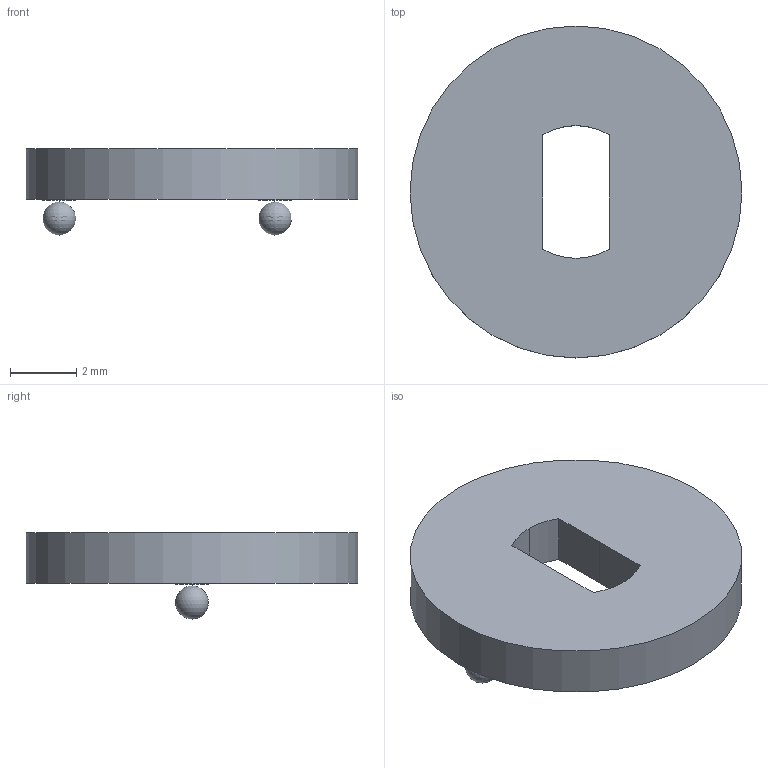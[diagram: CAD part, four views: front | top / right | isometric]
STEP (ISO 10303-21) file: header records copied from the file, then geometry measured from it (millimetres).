
FILE_DESCRIPTION(('KiCad electronic assembly'),'2;1');
FILE_NAME('Resonator - R2.step','2025-06-04T08:32:38',('Pcbnew'),( 'Kicad'),'Open CASCADE STEP processor 7.8','KiCad to STEP converter' ,'Unknown');
FILE_SCHEMA(('AUTOMOTIVE_DESIGN { 1 0 10303 214 1 1 1 1 }'));
Length unit declared in the file: millimetre
Products named in the file (5): Resonator - R2 1; Bearing; Body008; Resonator - R2_pad; Resonator - R2_PCB
Assembly tree (5 placements, depth 3):
  Resonator - R2 1
    Bearing  x2
      Body008
    Resonator - R2_pad
    Resonator - R2_PCB
Bounding box: 10 x 10 x 2.6 mm (x, y, z)
Volume: 108.2 mm3; surface area: 215.7 mm2
Topology: 5 solids, 5 shells, 19 faces, 39 edges, 26 vertices
Faces by surface type: plane 10, cylinder 7, sphere 2
Full cylindrical faces by diameter (mm): 1 x2, 10 x1
Entity records: 580 total; most frequent: DIRECTION 95, CARTESIAN_POINT 80, ORIENTED_EDGE 66, AXIS2_PLACEMENT_3D 38, EDGE_CURVE 33, VERTEX_POINT 23, FACE_BOUND 20, EDGE_LOOP 19
